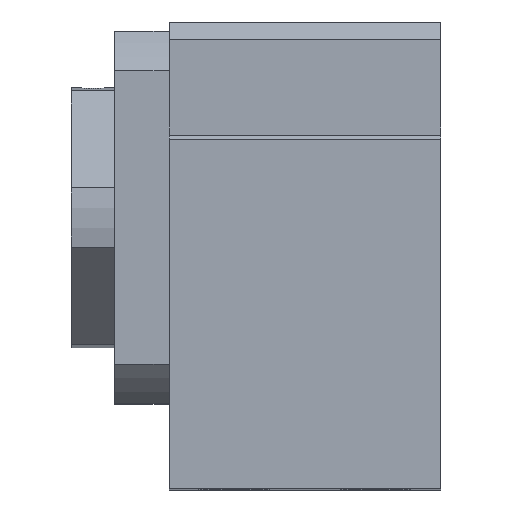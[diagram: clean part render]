
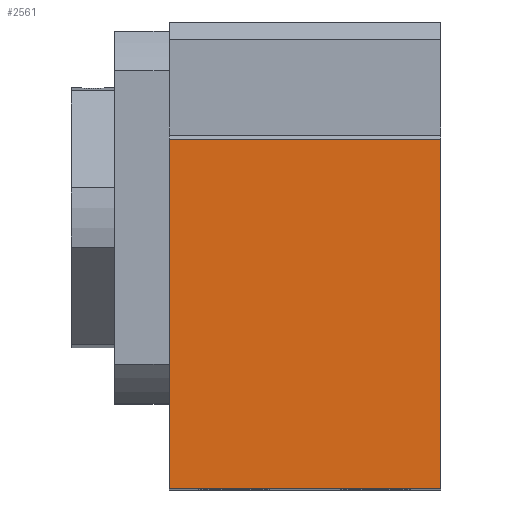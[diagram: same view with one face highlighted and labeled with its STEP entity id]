
A CAD part, top view. The second image highlights one B-rep face of the part: STEP entity #2561.
In plain terms, the highlighted planar face has unit normal (0, 0, 1).
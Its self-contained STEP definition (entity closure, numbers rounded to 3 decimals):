
#434=FACE_OUTER_BOUND('',#691,.T.);
#691=EDGE_LOOP('',(#2262,#2263,#2264,#2265));
#734=LINE('',#3568,#946);
#910=LINE('',#5309,#1122);
#911=LINE('',#5312,#1123);
#912=LINE('',#5313,#1124);
#946=VECTOR('',#2869,32.175);
#1122=VECTOR('',#3475,25.);
#1123=VECTOR('',#3478,32.175);
#1124=VECTOR('',#3479,25.);
#1157=VERTEX_POINT('',#3565);
#1158=VERTEX_POINT('',#3567);
#1365=VERTEX_POINT('',#5307);
#1366=VERTEX_POINT('',#5311);
#1401=EDGE_CURVE('',#1158,#1157,#734,.T.);
#1674=EDGE_CURVE('',#1157,#1365,#910,.T.);
#1675=EDGE_CURVE('',#1365,#1366,#911,.T.);
#1676=EDGE_CURVE('',#1366,#1158,#912,.T.);
#2262=ORIENTED_EDGE('',*,*,#1674,.T.);
#2263=ORIENTED_EDGE('',*,*,#1675,.T.);
#2264=ORIENTED_EDGE('',*,*,#1676,.T.);
#2265=ORIENTED_EDGE('',*,*,#1401,.T.);
#2406=PLANE('',#2801);
#2561=ADVANCED_FACE('',(#434),#2406,.T.);
#2801=AXIS2_PLACEMENT_3D('',#5310,#3476,#3477);
#2869=DIRECTION('',(0.,1.,0.));
#3475=DIRECTION('',(-1.,0.,0.));
#3476=DIRECTION('center_axis',(0.,0.,1.));
#3477=DIRECTION('ref_axis',(1.,0.,0.));
#3478=DIRECTION('',(0.,-1.,0.));
#3479=DIRECTION('',(1.,0.,0.));
#3565=CARTESIAN_POINT('',(34.,7.175,30.));
#3567=CARTESIAN_POINT('',(34.,-25.,30.));
#3568=CARTESIAN_POINT('',(34.,-8.75,30.));
#5307=CARTESIAN_POINT('',(9.,7.175,30.));
#5309=CARTESIAN_POINT('',(14.75,7.175,30.));
#5310=CARTESIAN_POINT('Origin',(21.5,-8.75,30.));
#5311=CARTESIAN_POINT('',(9.,-25.,30.));
#5312=CARTESIAN_POINT('',(9.,-8.75,30.));
#5313=CARTESIAN_POINT('',(21.5,-25.,30.));
